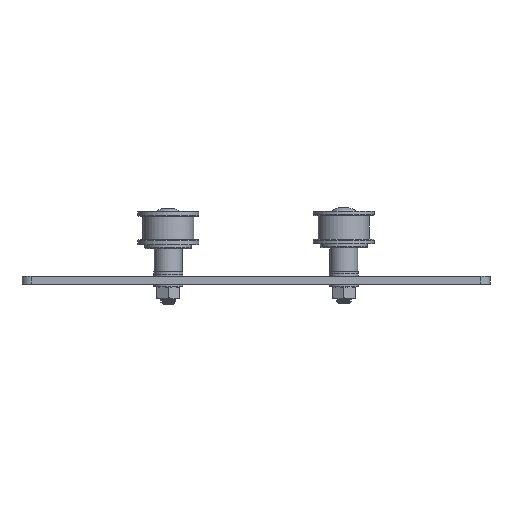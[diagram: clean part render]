
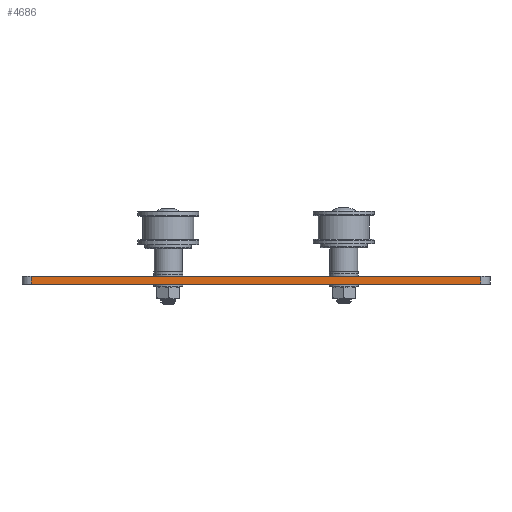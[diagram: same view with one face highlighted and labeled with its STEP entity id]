
A CAD part, front view. The second image highlights one B-rep face of the part: STEP entity #4686.
In plain terms, the highlighted planar face has unit normal (0, -1, 0).
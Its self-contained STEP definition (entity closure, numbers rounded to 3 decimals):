
#1028=FACE_OUTER_BOUND($,#1256,.T.);
#1256=EDGE_LOOP($,(#3464,#3465,#3466,#3467));
#1513=LINE($,#6382,#1667);
#1533=LINE($,#6472,#1687);
#1537=LINE($,#6485,#1691);
#1591=LINE($,#6644,#1745);
#1667=VECTOR($,#5430,2.657);
#1687=VECTOR($,#5502,153.65);
#1691=VECTOR($,#5516,2.657);
#1745=VECTOR($,#5700,153.65);
#1832=VERTEX_POINT($,#6375);
#1835=VERTEX_POINT($,#6380);
#1879=VERTEX_POINT($,#6470);
#1883=VERTEX_POINT($,#6483);
#2469=EDGE_CURVE($,#1835,#1832,#1513,.T.);
#2514=EDGE_CURVE($,#1835,#1879,#1533,.T.);
#2520=EDGE_CURVE($,#1883,#1879,#1537,.T.);
#2597=EDGE_CURVE($,#1883,#1832,#1591,.T.);
#3464=ORIENTED_EDGE($,*,*,#2469,.F.);
#3465=ORIENTED_EDGE($,*,*,#2514,.T.);
#3466=ORIENTED_EDGE($,*,*,#2520,.F.);
#3467=ORIENTED_EDGE($,*,*,#2597,.T.);
#4570=PLANE($,#4988);
#4686=ADVANCED_FACE($,(#1028),#4570,.T.);
#4988=AXIS2_PLACEMENT_3D($,#6643,#5698,#5699);
#5430=DIRECTION($,(0.,0.,1.));
#5502=DIRECTION($,(1.,0.,0.));
#5516=DIRECTION($,(0.,0.,-1.));
#5698=DIRECTION('center_axis',(0.,-1.,0.));
#5699=DIRECTION('ref_axis',(0.,0.,-1.));
#5700=DIRECTION($,(-1.,0.,0.));
#6375=CARTESIAN_POINT('',(14.113,8.204,2.657));
#6380=CARTESIAN_POINT('',(14.113,8.204,0.));
#6382=CARTESIAN_POINT($,(14.113,8.204,0.));
#6470=CARTESIAN_POINT('',(167.763,8.204,0.));
#6472=CARTESIAN_POINT($,(10.938,8.204,0.));
#6483=CARTESIAN_POINT('',(167.763,8.204,2.657));
#6485=CARTESIAN_POINT($,(167.763,8.204,0.));
#6643=CARTESIAN_POINT('Origin',(170.938,8.204,0.));
#6644=CARTESIAN_POINT($,(10.938,8.204,2.657));
